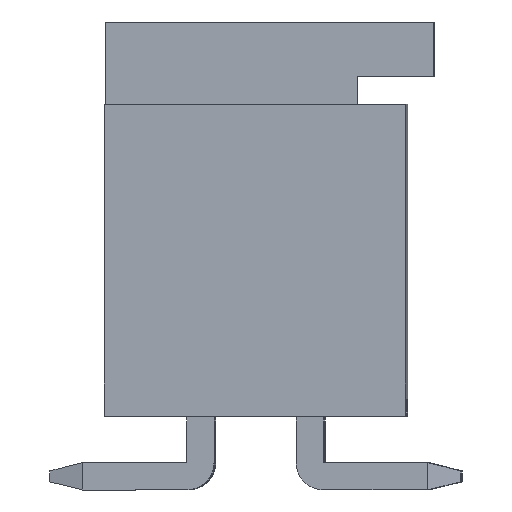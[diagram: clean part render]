
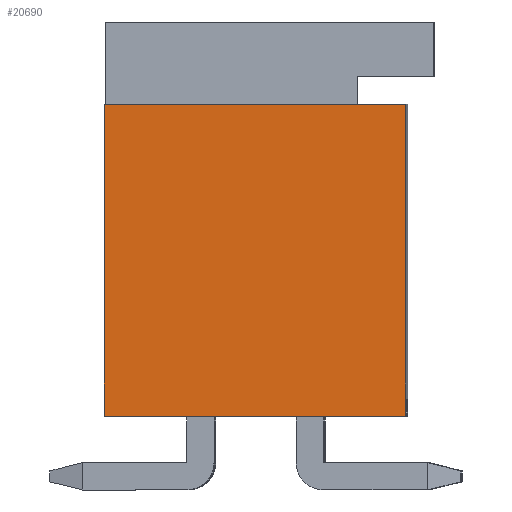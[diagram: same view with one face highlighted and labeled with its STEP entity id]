
A CAD part, front view. The second image highlights one B-rep face of the part: STEP entity #20690.
In plain terms, the highlighted face is planar.
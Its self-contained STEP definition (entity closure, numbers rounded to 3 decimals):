
#1258=ORIENTED_EDGE('',*,*,#5103,.F.);
#1259=ORIENTED_EDGE('',*,*,#4487,.F.);
#1260=ORIENTED_EDGE('',*,*,#5104,.T.);
#1261=ORIENTED_EDGE('',*,*,#5105,.T.);
#4487=EDGE_CURVE('',#6603,#6604,#7901,.T.);
#5103=EDGE_CURVE('',#6604,#6986,#8517,.T.);
#5104=EDGE_CURVE('',#6603,#6987,#8518,.T.);
#5105=EDGE_CURVE('',#6987,#6986,#8519,.T.);
#6603=VERTEX_POINT('',#26406);
#6604=VERTEX_POINT('',#26408);
#6986=VERTEX_POINT('',#27618);
#6987=VERTEX_POINT('',#27620);
#7901=LINE('',#26407,#9965);
#8517=LINE('',#27617,#10581);
#8518=LINE('',#27619,#10582);
#8519=LINE('',#27621,#10583);
#9965=VECTOR('',#22439,1000.);
#10581=VECTOR('',#23479,1000.);
#10582=VECTOR('',#23480,1000.);
#10583=VECTOR('',#23481,1000.);
#12163=EDGE_LOOP('',(#1258,#1259,#1260,#1261));
#13063=FACE_BOUND('',#12163,.T.);
#13938=PLANE('',#21544);
#20690=ADVANCED_FACE('',(#13063),#13938,.T.);
#21544=AXIS2_PLACEMENT_3D('',#27616,#23477,#23478);
#22439=DIRECTION('',(0.,1.,0.));
#23477=DIRECTION('',(1.,0.,0.));
#23478=DIRECTION('',(0.,0.,-1.));
#23479=DIRECTION('',(0.,0.,-1.));
#23480=DIRECTION('',(0.,0.,-1.));
#23481=DIRECTION('',(0.,1.,0.));
#26406=CARTESIAN_POINT('',(16.625,-2.75,2.85));
#26407=CARTESIAN_POINT('',(16.625,-2.75,2.85));
#26408=CARTESIAN_POINT('',(16.625,2.75,2.85));
#27616=CARTESIAN_POINT('',(16.625,-2.75,2.85));
#27617=CARTESIAN_POINT('',(16.625,2.75,2.85));
#27618=CARTESIAN_POINT('',(16.625,2.75,-2.85));
#27619=CARTESIAN_POINT('',(16.625,-2.75,2.85));
#27620=CARTESIAN_POINT('',(16.625,-2.75,-2.85));
#27621=CARTESIAN_POINT('',(16.625,-2.75,-2.85));
